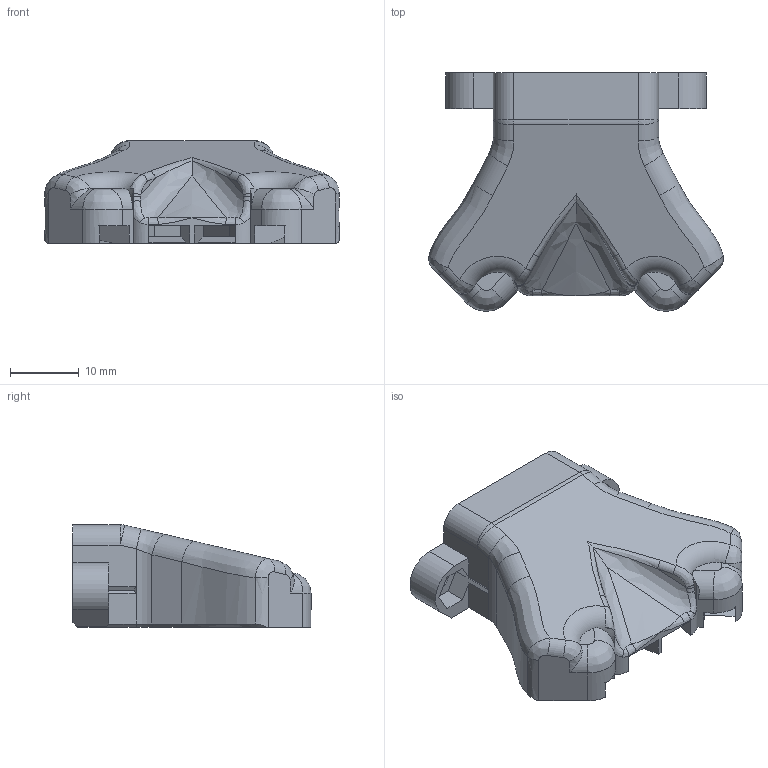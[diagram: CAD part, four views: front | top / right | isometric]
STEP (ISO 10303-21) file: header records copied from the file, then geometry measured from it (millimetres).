
FILE_DESCRIPTION(/* description */ (''),/* implementation_level */ '2;1');
FILE_NAME(/* name */ 'Compact Fan.step',/* time_stamp */ '2022-01-03T13:12:08+00:00',/* author */ (''),/* organization */ (''),/* preprocessor_version */ 'ST-DEVELOPER v18.1',/* originating_system */ 'Autodesk Translation Framework v10.10.0.1391',/* authorisation */ '');
FILE_SCHEMA (('AUTOMOTIVE_DESIGN { 1 0 10303 214 3 1 1 }'));
Length unit declared in the file: millimetre
Products named in the file (1): Fan
Bounding box: 42.99 x 34.74 x 15 mm (x, y, z)
Volume: 4701.6 mm3; surface area: 6820.1 mm2
Topology: 1 solids, 1 shells, 221 faces, 634 edges, 404 vertices
Faces by surface type: plane 110, bspline 54, cylinder 52, cone 3, sphere 2
Full cylindrical faces by diameter (mm): 3.4 x2
Entity records: 27171 total; most frequent: CARTESIAN_POINT 21733, ORIENTED_EDGE 1260, DIRECTION 953, EDGE_CURVE 630, VERTEX_POINT 404, LINE 357, VECTOR 357, AXIS2_PLACEMENT_3D 298
